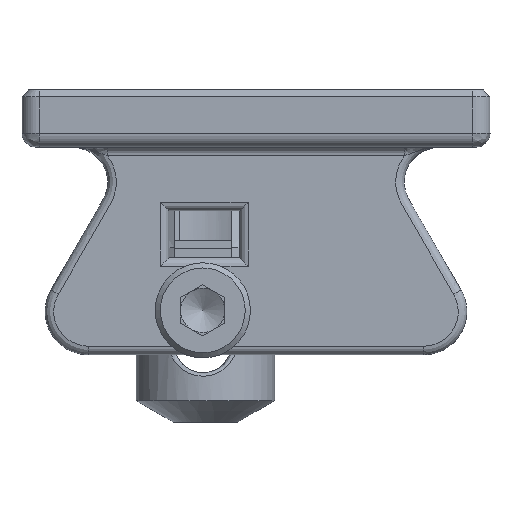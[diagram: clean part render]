
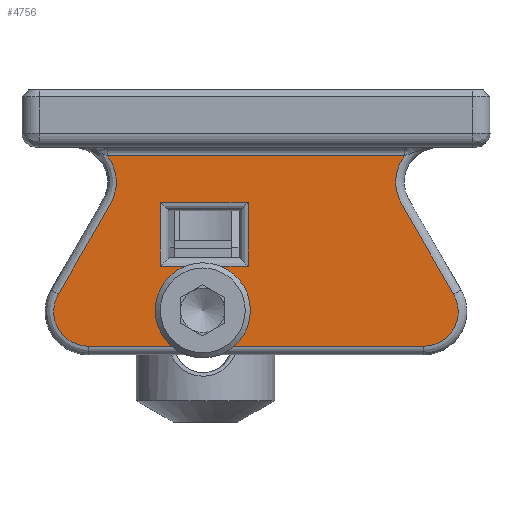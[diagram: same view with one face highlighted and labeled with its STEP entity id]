
A CAD part, front view. The second image highlights one B-rep face of the part: STEP entity #4756.
In plain terms, the highlighted planar face has unit normal (0, -1, 0).
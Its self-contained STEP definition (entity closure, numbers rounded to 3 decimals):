
#73=FACE_BOUND('',#976,.T.);
#74=FACE_BOUND('',#977,.T.);
#302=B_SPLINE_CURVE_WITH_KNOTS('',3,(#9147,#9148,#9149,#9150,#9151,#9152,
#9153,#9154,#9155,#9156,#9157,#9158,#9159,#9160,#9161,#9162,#9163,#9164,
#9165,#9166,#9167,#9168,#9169,#9170,#9171,#9172,#9173),.UNSPECIFIED.,.F.,
 .F.,(4,2,1,1,1,1,2,1,1,1,2,1,1,1,1,1,1,1,1,2,4),(0.,
0.232,0.478,0.499,0.519,
0.54,0.56,0.568,0.575,
0.59,0.62,0.645,0.67,
0.695,0.72,0.732,0.745,0.77,
0.795,0.82,0.897),.UNSPECIFIED.);
#304=B_SPLINE_CURVE_WITH_KNOTS('',3,(#9213,#9214,#9215,#9216,#9217,#9218),
 .UNSPECIFIED.,.F.,.F.,(4,1,1,4),(0.,0.18,0.299,
0.419),.UNSPECIFIED.);
#328=B_SPLINE_CURVE_WITH_KNOTS('',3,(#9830,#9831,#9832,#9833,#9834,#9835),
 .UNSPECIFIED.,.F.,.F.,(4,1,1,4),(0.,0.12,0.24,
0.419),.UNSPECIFIED.);
#329=B_SPLINE_CURVE_WITH_KNOTS('',3,(#9837,#9838,#9839,#9840,#9841,#9842,
#9843,#9844,#9845,#9846,#9847,#9848,#9849,#9850,#9851,#9852),
 .UNSPECIFIED.,.F.,.F.,(4,2,1,2,2,1,1,1,2,4),(0.449,0.526,
0.676,0.726,0.786,0.827,
0.868,0.95,1.114,1.346),
 .UNSPECIFIED.);
#451=CIRCLE('',#5008,2.);
#704=FACE_OUTER_BOUND('',#975,.T.);
#975=EDGE_LOOP('',(#3821,#3822,#3823,#3824,#3825,#3826));
#976=EDGE_LOOP('',(#3827));
#977=EDGE_LOOP('',(#3828,#3829,#3830,#3831));
#1227=LINE('',#8558,#1600);
#1228=LINE('',#8563,#1601);
#1229=LINE('',#8567,#1602);
#1230=LINE('',#8570,#1603);
#1254=LINE('',#9224,#1627);
#1315=LINE('',#9725,#1688);
#1600=VECTOR('',#5590,10.);
#1601=VECTOR('',#5597,10.);
#1602=VECTOR('',#5602,10.);
#1603=VECTOR('',#5607,10.);
#1627=VECTOR('',#5721,10.);
#1688=VECTOR('',#5858,10.);
#2037=VERTEX_POINT('',#8556);
#2038=VERTEX_POINT('',#8557);
#2039=VERTEX_POINT('',#8562);
#2040=VERTEX_POINT('',#8566);
#2041=VERTEX_POINT('',#8621);
#2072=VERTEX_POINT('',#8895);
#2079=VERTEX_POINT('',#9145);
#2081=VERTEX_POINT('',#9211);
#2083=VERTEX_POINT('',#9222);
#2132=VERTEX_POINT('',#9724);
#2136=VERTEX_POINT('',#9828);
#2575=EDGE_CURVE('',#2037,#2038,#1227,.T.);
#2578=EDGE_CURVE('',#2038,#2039,#1228,.T.);
#2580=EDGE_CURVE('',#2039,#2040,#1229,.T.);
#2582=EDGE_CURVE('',#2040,#2037,#1230,.T.);
#2584=EDGE_CURVE('',#2041,#2041,#451,.T.);
#2643=EDGE_CURVE('',#2079,#2072,#302,.T.);
#2646=EDGE_CURVE('',#2081,#2079,#304,.T.);
#2649=EDGE_CURVE('',#2083,#2081,#1254,.T.);
#2745=EDGE_CURVE('',#2072,#2132,#1315,.T.);
#2752=EDGE_CURVE('',#2136,#2083,#328,.T.);
#2753=EDGE_CURVE('',#2132,#2136,#329,.T.);
#3821=ORIENTED_EDGE('',*,*,#2745,.F.);
#3822=ORIENTED_EDGE('',*,*,#2643,.F.);
#3823=ORIENTED_EDGE('',*,*,#2646,.F.);
#3824=ORIENTED_EDGE('',*,*,#2649,.F.);
#3825=ORIENTED_EDGE('',*,*,#2752,.F.);
#3826=ORIENTED_EDGE('',*,*,#2753,.F.);
#3827=ORIENTED_EDGE('',*,*,#2584,.F.);
#3828=ORIENTED_EDGE('',*,*,#2582,.F.);
#3829=ORIENTED_EDGE('',*,*,#2580,.F.);
#3830=ORIENTED_EDGE('',*,*,#2578,.F.);
#3831=ORIENTED_EDGE('',*,*,#2575,.F.);
#4538=PLANE('',#5094);
#4756=ADVANCED_FACE('',(#704,#73,#74),#4538,.F.);
#5008=AXIS2_PLACEMENT_3D('',#8627,#5608,#5609);
#5094=AXIS2_PLACEMENT_3D('',#9836,#5866,#5867);
#5590=DIRECTION('',(0.,0.,-1.));
#5597=DIRECTION('',(1.,0.,0.));
#5602=DIRECTION('',(0.,0.,1.));
#5607=DIRECTION('',(-1.,0.,0.));
#5608=DIRECTION('center_axis',(0.,-1.,0.));
#5609=DIRECTION('ref_axis',(0.,0.,
1.));
#5721=DIRECTION('',(-1.,0.,0.));
#5858=DIRECTION('',(1.,0.,0.));
#5866=DIRECTION('center_axis',(0.,1.,0.));
#5867=DIRECTION('ref_axis',(0.,0.,
-1.));
#8556=CARTESIAN_POINT('',(23.101,-4.076,13.511));
#8557=CARTESIAN_POINT('',(23.101,-4.076,9.818));
#8558=CARTESIAN_POINT('',(23.101,-4.076,13.009));
#8562=CARTESIAN_POINT('',(28.175,-4.076,9.818));
#8563=CARTESIAN_POINT('',(35.36,-4.076,9.818));
#8566=CARTESIAN_POINT('',(28.175,-4.076,13.511));
#8567=CARTESIAN_POINT('',(28.175,-4.076,14.855));
#8570=CARTESIAN_POINT('',(41.909,-4.076,13.511));
#8621=CARTESIAN_POINT('',(25.553,-4.076,5.269));
#8627=CARTESIAN_POINT('Origin',(25.553,-4.076,7.269));
#8895=CARTESIAN_POINT('',(20.04,-4.076,16.2));
#9145=CARTESIAN_POINT('',(17.21,-4.076,8.195));
#9147=CARTESIAN_POINT('Ctrl Pts',(17.21,-4.076,8.195));
#9148=CARTESIAN_POINT('Ctrl Pts',(17.597,-4.076,8.865));
#9149=CARTESIAN_POINT('Ctrl Pts',(17.984,-4.076,9.535));
#9150=CARTESIAN_POINT('Ctrl Pts',(18.781,-4.076,10.916));
#9151=CARTESIAN_POINT('Ctrl Pts',(19.226,-4.076,11.686));
#9152=CARTESIAN_POINT('Ctrl Pts',(19.705,-4.076,12.515));
#9153=CARTESIAN_POINT('Ctrl Pts',(19.807,-4.076,12.692));
#9154=CARTESIAN_POINT('Ctrl Pts',(19.91,-4.076,12.87));
#9155=CARTESIAN_POINT('Ctrl Pts',(19.978,-4.076,12.988));
#9156=CARTESIAN_POINT('Ctrl Pts',(20.025,-4.076,13.069));
#9157=CARTESIAN_POINT('Ctrl Pts',(20.05,-4.076,13.113));
#9158=CARTESIAN_POINT('Ctrl Pts',(20.099,-4.076,13.199));
#9159=CARTESIAN_POINT('Ctrl Pts',(20.182,-4.076,13.352));
#9160=CARTESIAN_POINT('Ctrl Pts',(20.251,-4.076,13.485));
#9161=CARTESIAN_POINT('Ctrl Pts',(20.334,-4.076,13.648));
#9162=CARTESIAN_POINT('Ctrl Pts',(20.401,-4.076,13.8));
#9163=CARTESIAN_POINT('Ctrl Pts',(20.478,-4.076,14.04));
#9164=CARTESIAN_POINT('Ctrl Pts',(20.53,-4.076,14.286));
#9165=CARTESIAN_POINT('Ctrl Pts',(20.553,-4.076,14.494));
#9166=CARTESIAN_POINT('Ctrl Pts',(20.559,-4.076,14.66));
#9167=CARTESIAN_POINT('Ctrl Pts',(20.556,-4.076,14.828));
#9168=CARTESIAN_POINT('Ctrl Pts',(20.538,-4.076,15.037));
#9169=CARTESIAN_POINT('Ctrl Pts',(20.49,-4.076,15.285));
#9170=CARTESIAN_POINT('Ctrl Pts',(20.442,-4.076,15.445));
#9171=CARTESIAN_POINT('Ctrl Pts',(20.327,-4.076,15.766));
#9172=CARTESIAN_POINT('Ctrl Pts',(20.199,-4.076,15.995));
#9173=CARTESIAN_POINT('Ctrl Pts',(20.04,-4.076,16.199));
#9211=CARTESIAN_POINT('',(18.95,-4.076,5.197));
#9213=CARTESIAN_POINT('Ctrl Pts',(18.95,-4.076,5.197));
#9214=CARTESIAN_POINT('Ctrl Pts',(18.351,-4.076,5.197));
#9215=CARTESIAN_POINT('Ctrl Pts',(17.363,-4.076,5.674));
#9216=CARTESIAN_POINT('Ctrl Pts',(16.826,-4.076,7.037));
#9217=CARTESIAN_POINT('Ctrl Pts',(17.01,-4.076,7.849));
#9218=CARTESIAN_POINT('Ctrl Pts',(17.21,-4.076,8.195));
#9222=CARTESIAN_POINT('',(38.305,-4.076,5.197));
#9224=CARTESIAN_POINT('',(42.144,-4.076,5.197));
#9724=CARTESIAN_POINT('',(37.215,-4.076,16.2));
#9725=CARTESIAN_POINT('',(42.144,-4.076,16.2));
#9828=CARTESIAN_POINT('',(40.045,-4.076,8.195));
#9830=CARTESIAN_POINT('Ctrl Pts',(40.045,-4.076,8.195));
#9831=CARTESIAN_POINT('Ctrl Pts',(40.245,-4.076,7.849));
#9832=CARTESIAN_POINT('Ctrl Pts',(40.429,-4.076,7.037));
#9833=CARTESIAN_POINT('Ctrl Pts',(39.892,-4.076,5.674));
#9834=CARTESIAN_POINT('Ctrl Pts',(38.904,-4.076,5.197));
#9835=CARTESIAN_POINT('Ctrl Pts',(38.305,-4.076,5.197));
#9836=CARTESIAN_POINT('Origin',(42.144,-4.076,16.7));
#9837=CARTESIAN_POINT('Ctrl Pts',(37.215,-4.076,16.199));
#9838=CARTESIAN_POINT('Ctrl Pts',(37.056,-4.076,15.994));
#9839=CARTESIAN_POINT('Ctrl Pts',(36.928,-4.076,15.765));
#9840=CARTESIAN_POINT('Ctrl Pts',(36.672,-4.076,15.051));
#9841=CARTESIAN_POINT('Ctrl Pts',(36.645,-4.076,14.352));
#9842=CARTESIAN_POINT('Ctrl Pts',(36.884,-4.076,13.723));
#9843=CARTESIAN_POINT('Ctrl Pts',(37.049,-4.076,13.396));
#9844=CARTESIAN_POINT('Ctrl Pts',(37.143,-4.076,13.221));
#9845=CARTESIAN_POINT('Ctrl Pts',(37.311,-4.076,12.93));
#9846=CARTESIAN_POINT('Ctrl Pts',(37.448,-4.076,12.693));
#9847=CARTESIAN_POINT('Ctrl Pts',(37.722,-4.076,12.219));
#9848=CARTESIAN_POINT('Ctrl Pts',(38.201,-4.076,11.39));
#9849=CARTESIAN_POINT('Ctrl Pts',(38.611,-4.076,10.679));
#9850=CARTESIAN_POINT('Ctrl Pts',(39.271,-4.076,9.535));
#9851=CARTESIAN_POINT('Ctrl Pts',(39.658,-4.076,8.865));
#9852=CARTESIAN_POINT('Ctrl Pts',(40.045,-4.076,8.195));
